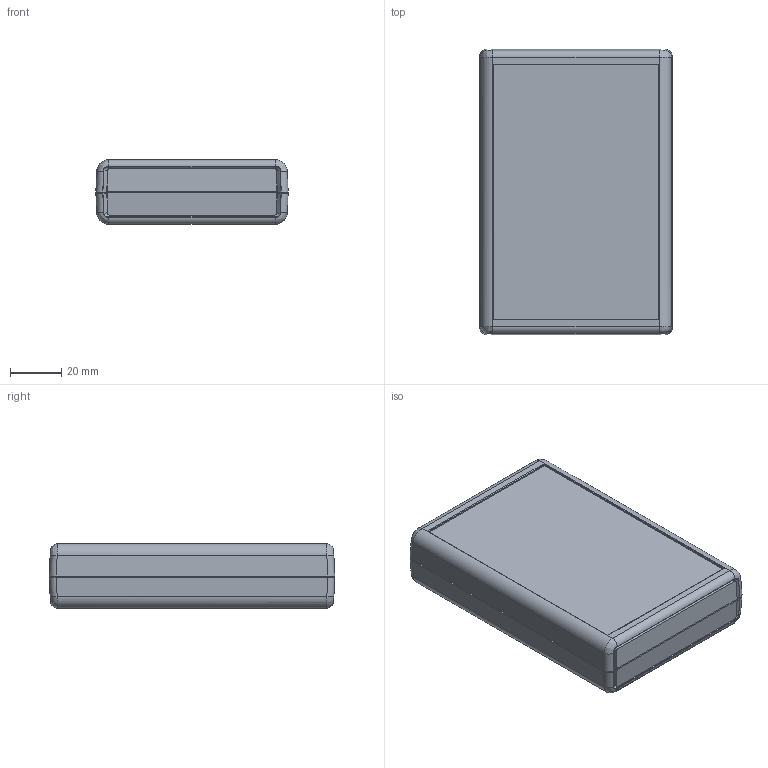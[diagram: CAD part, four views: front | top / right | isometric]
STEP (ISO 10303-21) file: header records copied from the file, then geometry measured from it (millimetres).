
FILE_DESCRIPTION(/* description */ (''),/* implementation_level */ '2;1');
FILE_NAME(/* name */ '1593N.iam.stp',/* time_stamp */ '2016-04-25T15:45:20-04:00',/* author */ ('lwalsh'),/* organization */ (''),/* preprocessor_version */ 'ST-DEVELOPER v16.1',/* originating_system */ 'Autodesk Inventor 2016',/* authorisation */ '');
FILE_SCHEMA (('AUTOMOTIVE_DESIGN { 1 0 10303 214 3 1 1 }'));
Products named in the file (7): 1593N Bottom; 1593N Top; 1593N Flat endpanel; 1593N contour endpanel; 1593N PCB; #17709; 1593N
Assembly tree (7 placements, depth 2):
  #17709
  1593N
    1593N Bottom
    1593N Top
    1593N Flat endpanel  x2
    1593N contour endpanel  x2
    1593N PCB
Bounding box: 75 x 111.48 x 25.2 mm (x, y, z)
Volume: 72949.8 mm3; surface area: 73839.8 mm2
Topology: 9 solids, 9 shells, 600 faces, 1545 edges, 1018 vertices
Faces by surface type: plane 332, cylinder 120, bspline 100, cone 30, torus 16, sphere 2
Full cylindrical faces by diameter (mm): 2.38 x14, 2.845 x2, 3 x2, 3.2 x6, 5.8 x2
Entity records: 17715 total; most frequent: CARTESIAN_POINT 5407, ORIENTED_EDGE 2582, DIRECTION 2237, EDGE_CURVE 1291, VERTEX_POINT 884, LINE 773, VECTOR 773, AXIS2_PLACEMENT_3D 732
